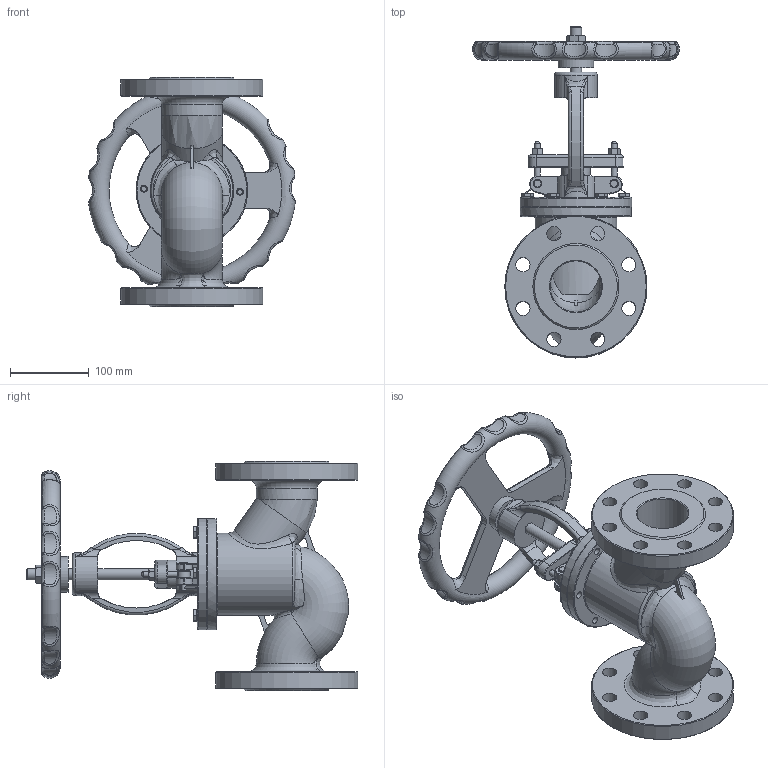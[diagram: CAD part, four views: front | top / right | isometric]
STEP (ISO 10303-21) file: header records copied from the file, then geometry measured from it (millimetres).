
FILE_DESCRIPTION(/* description */ (''),/* implementation_level */ '2;1');
FILE_NAME(/* name */ 'DN65_3D_STEP.stp',/* time_stamp */ '2025-04-20T12:22:16+03:00',/* author */ ('igorr'),/* organization */ (''),/* preprocessor_version */ 'ST-DEVELOPER v20',/* originating_system */ 'Autodesk Inventor 2025',/* authorisation */ '');
FILE_SCHEMA (('AUTOMOTIVE_DESIGN { 1 0 10303 214 3 1 1 }'));
Length unit declared in the file: millimetre
Products named in the file (6): Сборка1; Деталь1; Деталь2; ANSI B18.2.4.2M - M8x1,25; ANSI B18.2.4.2M - M14x2; AS 1110 - M8 x 12
Assembly tree (11 placements, depth 2):
  Сборка1
    Деталь1
    Деталь2
    ANSI B18.2.4.2M - M8x1,25  x2
    ANSI B18.2.4.2M - M14x2
    AS 1110 - M8 x 12  x6
Bounding box: 261.71 x 420 x 290 mm (x, y, z)
Volume: 3274296.4 mm3; surface area: 490966.3 mm2
Topology: 11 solids, 11 shells, 743 faces, 1748 edges, 1047 vertices
Faces by surface type: plane 242, cylinder 171, bspline 122, cone 95, torus 83, sphere 30
Full cylindrical faces by diameter (mm): 1.26 x2, 1.8 x2, 5.4 x4, 6.647 x2, 7.2 x6, 8 x6, 8.751 x12, 10.8 x2, 11.835 x1, 13 x6, 14.4 x3, 15 x1, 18 x16, 28.8 x1, 36 x1, 45 x2, 54 x1, 65 x3, 77 x2, 103.765 x1, 141.081 x2, 180 x2
Entity records: 30137 total; most frequent: CARTESIAN_POINT 15961, ORIENTED_EDGE 2850, DIRECTION 2712, EDGE_CURVE 1425, AXIS2_PLACEMENT_3D 1167, VERTEX_POINT 868, EDGE_LOOP 715, CIRCLE 651
